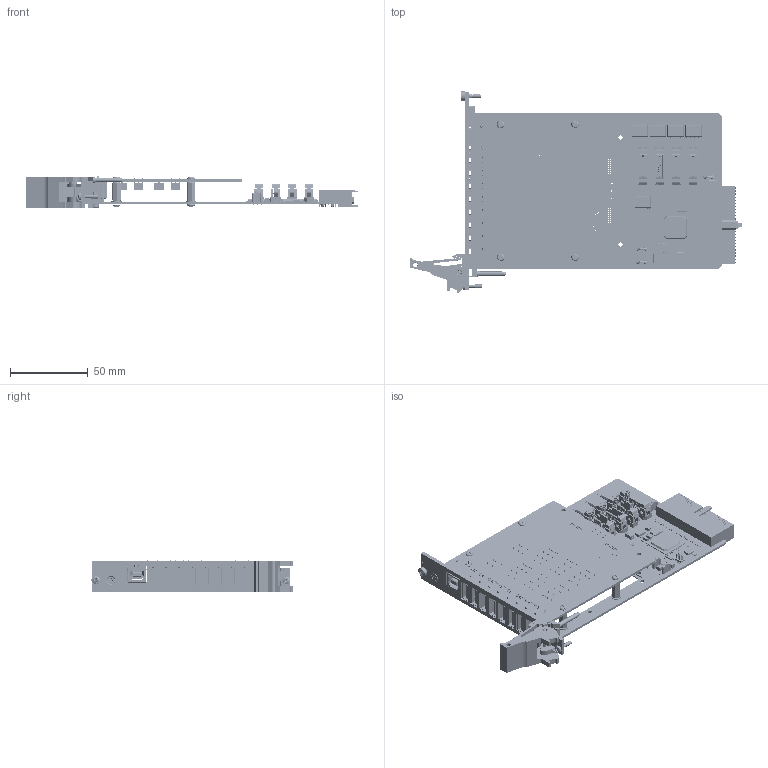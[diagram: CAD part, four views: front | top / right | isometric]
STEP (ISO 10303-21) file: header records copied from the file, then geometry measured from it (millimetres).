
FILE_DESCRIPTION (( 'STEP AP214' ), '1' );
FILE_NAME ('40-737-901 PXI USB 8-1 MUX.STEP', '2013-09-05T11:55:52', ( 'admin' ), ( '' ), 'SwSTEP 2.0', 'SolidWorks 2012', '' );
FILE_SCHEMA (( 'AUTOMOTIVE_DESIGN' ));
Length unit declared in the file: millimetre
Products named in the file (1): 40-737-901 PXI USB 8-1 MUX
Bounding box: 214.01 x 129.67 x 20.67 mm (x, y, z)
Surface area: 78770.4 mm2 (no closed solid volume)
Topology: 0 solids, 1144 shells, 5336 faces, 28048 edges, 23255 vertices
Faces by surface type: plane 4038, cylinder 1146, bspline 74, torus 49, cone 21, sphere 8
Full cylindrical faces by diameter (mm): 0.313 x1, 0.4 x112, 0.406 x15, 0.6 x110, 0.632 x8, 0.7 x2, 0.75 x67, 0.762 x54, 0.8 x64, 0.85 x11, 0.9 x6, 0.92 x3, 0.96 x1, 1 x12, 1.016 x3, 1.524 x8, 2 x6, 2.5 x3, 2.7 x9, 2.8 x1, 3 x5, 3.1 x1, 3.665 x1, 4.35 x1, 4.7 x1, 4.85 x8, 5 x2, 5.3 x1, 5.9 x1, 6 x1
Entity records: 367895 total; most frequent: CARTESIAN_POINT 101645, DIRECTION 38740, ORIENTED_EDGE 34953, EDGE_CURVE 27342, VERTEX_POINT 23119, LINE 20126, VECTOR 20126, AXIS2_PLACEMENT_3D 9307
